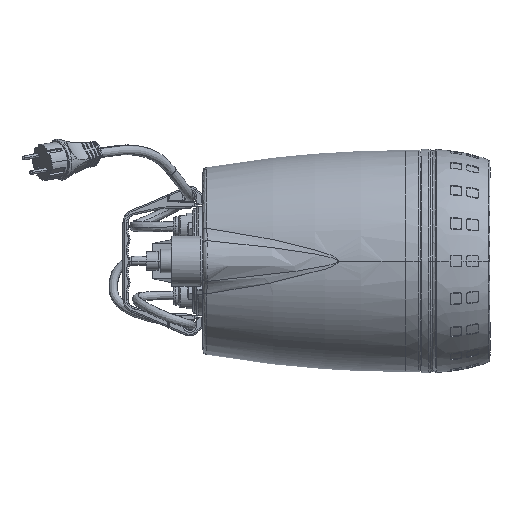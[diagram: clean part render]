
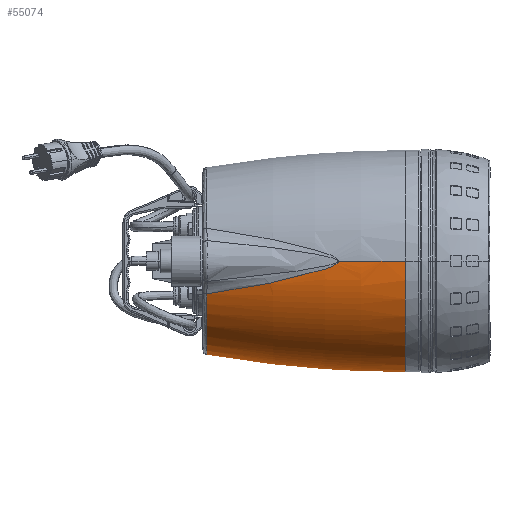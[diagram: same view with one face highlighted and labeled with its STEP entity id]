
A CAD part, left-side view. The second image highlights one B-rep face of the part: STEP entity #55074.
In plain terms, the highlighted toroidal (fillet/blend) face has major radius 1069.78 mm and minor radius 1183.03 mm.
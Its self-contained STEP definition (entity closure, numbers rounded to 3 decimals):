
#678 = CARTESIAN_POINT ( 'NONE',  ( 52.954, 229.415, -61.672 ) ) ;
#3083 = CARTESIAN_POINT ( 'NONE',  ( -92.108, 229.415, -64.392 ) ) ;
#4992 = CARTESIAN_POINT ( 'NONE',  ( -127.898, 135.924, -15.998 ) ) ;
#5327 = CARTESIAN_POINT ( 'NONE',  ( -53.219, 229.415, -90.619 ) ) ;
#5575 = CARTESIAN_POINT ( 'NONE',  ( -114.469, 212.122, -31.144 ) ) ;
#7427 = CARTESIAN_POINT ( 'NONE',  ( 27.505, 229.415, -83.154 ) ) ;
#8524 = ORIENTED_EDGE ( 'NONE', *, *, #33486, .F. ) ;
#11834 = ORIENTED_EDGE ( 'NONE', *, *, #12385, .F. ) ;
#12385 = EDGE_CURVE ( 'NONE', #90762, #88613, #89141, .T. ) ;
#13132 = CARTESIAN_POINT ( 'NONE',  ( -134.143, 26.561, 0. ) ) ;
#14351 = ORIENTED_EDGE ( 'NONE', *, *, #74157, .T. ) ;
#14414 = AXIS2_PLACEMENT_3D ( 'NONE', #54130, #98067, #24920 ) ;
#14756 = CARTESIAN_POINT ( 'NONE',  ( -131.985, 97.262, -3.114 ) ) ;
#15951 = CARTESIAN_POINT ( 'NONE',  ( -126.935, 143.078, -17.74 ) ) ;
#16568 = CARTESIAN_POINT ( 'NONE',  ( -132.049, 96.465, -2.477 ) ) ;
#21064 = CARTESIAN_POINT ( 'NONE',  ( 92.357, 26.561, 0. ) ) ;
#22514 = DIRECTION ( 'NONE',  ( 1., 0., 0. ) ) ;
#24504 = CARTESIAN_POINT ( 'NONE',  ( -128.62, 130.215, -14.544 ) ) ;
#24920 = DIRECTION ( 'NONE',  ( 0., 1., 0. ) ) ;
#25690 = CARTESIAN_POINT ( 'NONE',  ( -125.685, 151.68, -19.726 ) ) ;
#26295 = CARTESIAN_POINT ( 'NONE',  ( -131.915, 98.127, -3.694 ) ) ;
#28343 = ORIENTED_EDGE ( 'NONE', *, *, #29391, .F. ) ;
#29391 = EDGE_CURVE ( 'NONE', #88613, #108727, #32436, .T. ) ;
#32273 = DIRECTION ( 'NONE',  ( 0., -1., 0. ) ) ;
#32436 = CIRCLE ( 'NONE', #63565, 1183.031 ) ;
#33486 = EDGE_CURVE ( 'NONE', #38486, #90762, #51854, .T. ) ;
#34252 = CARTESIAN_POINT ( 'NONE',  ( -130.462, 113.933, -9.975 ) ) ;
#35447 = CARTESIAN_POINT ( 'NONE',  ( -116.318, 203.476, -29.778 ) ) ;
#38486 = VERTEX_POINT ( 'NONE', #105339 ) ;
#38502 = CARTESIAN_POINT ( 'NONE',  ( -110.539, 229.415, -33.578 ) ) ;
#40296 = CARTESIAN_POINT ( 'NONE',  ( -68.416, 229.415, -83.656 ) ) ;
#41679 = CIRCLE ( 'NONE', #70887, 113.25 ) ;
#42203 = CARTESIAN_POINT ( 'NONE',  ( -132.142, 95.277, -0.913 ) ) ;
#42796 = CARTESIAN_POINT ( 'NONE',  ( -130.095, 117.448, -11.039 ) ) ;
#44586 = CARTESIAN_POINT ( 'NONE',  ( -110.539, 229.415, -33.578 ) ) ;
#44629 = CARTESIAN_POINT ( 'NONE',  ( 12.382, 229.415, -90.275 ) ) ;
#45222 = CARTESIAN_POINT ( 'NONE',  ( 74.594, 229.415, -8.326 ) ) ;
#46035 = VERTEX_POINT ( 'NONE', #21064 ) ;
#46433 = CARTESIAN_POINT ( 'NONE',  ( 74.836, 229.415, -2.774 ) ) ;
#48224 = CARTESIAN_POINT ( 'NONE',  ( -82.176, 229.415, -74.171 ) ) ;
#51322 = CARTESIAN_POINT ( 'NONE',  ( -132.095, 95.877, -1.874 ) ) ;
#51843 = DIRECTION ( 'NONE',  ( 0., -1., 0. ) ) ;
#51854 = B_SPLINE_CURVE_WITH_KNOTS ( 'NONE', 3,
 ( #73244, #46433, #45222, #53760, #83607, #90928, #56171, #678, #75060, #7427, #44629, #81785, #113438, #69977, #5327, #40296, #48224, #3083, #97989, #60826, #103702, #93931, #38502 ),
 .UNSPECIFIED., .F., .F.,
 ( 4, 1, 1, 1, 1, 1, 1, 1, 1, 1, 1, 1, 1, 1, 1, 1, 1, 1, 1, 1, 4 ),
 ( 0., 0.031, 0.063, 0.094, 0.125, 0.188, 0.25, 0.313, 0.375, 0.438, 0.5, 0.562, 0.625, 0.687, 0.75, 0.812, 0.875, 0.906, 0.937, 0.969, 1. ),
 .UNSPECIFIED. ) ;
#51919 = CARTESIAN_POINT ( 'NONE',  ( -131.141, 106.986, -7.664 ) ) ;
#53114 = CARTESIAN_POINT ( 'NONE',  ( -130.742, 111.137, -9.082 ) ) ;
#53760 = CARTESIAN_POINT ( 'NONE',  ( 73.51, 229.415, -16.589 ) ) ;
#54130 = CARTESIAN_POINT ( 'NONE',  ( -1090.673, 26.561, 0. ) ) ;
#55074 = ADVANCED_FACE ( 'NONE', ( #107329 ), #108573, .T. ) ;
#56171 = CARTESIAN_POINT ( 'NONE',  ( 62.513, 229.415, -47.962 ) ) ;
#57951 = AXIS2_PLACEMENT_3D ( 'NONE', #78090, #51843, #115290 ) ;
#60826 = CARTESIAN_POINT ( 'NONE',  ( -103.479, 229.415, -48.648 ) ) ;
#61087 = CARTESIAN_POINT ( 'NONE',  ( -111.548, 225.092, -33.006 ) ) ;
#61678 = CARTESIAN_POINT ( 'NONE',  ( -132.125, 95.497, -1.335 ) ) ;
#62278 = CARTESIAN_POINT ( 'NONE',  ( -112.866, 219.327, -32.205 ) ) ;
#63467 = CARTESIAN_POINT ( 'NONE',  ( -131.762, 99.979, -4.731 ) ) ;
#63565 = AXIS2_PLACEMENT_3D ( 'NONE', #95898, #104472, #76412 ) ;
#68813 = CARTESIAN_POINT ( 'NONE',  ( -132.156, 95.099, 0. ) ) ;
#69977 = CARTESIAN_POINT ( 'NONE',  ( -37.048, 229.415, -94.847 ) ) ;
#70887 = AXIS2_PLACEMENT_3D ( 'NONE', #79158, #32273, #22514 ) ;
#71398 = EDGE_CURVE ( 'NONE', #108727, #46035, #41679, .T. ) ;
#72000 = CARTESIAN_POINT ( 'NONE',  ( -131.653, 101.269, -5.363 ) ) ;
#72603 = CARTESIAN_POINT ( 'NONE',  ( -129.629, 121.688, -12.253 ) ) ;
#73244 = CARTESIAN_POINT ( 'NONE',  ( 74.836, 229.415, 0. ) ) ;
#74157 = EDGE_CURVE ( 'NONE', #38486, #46035, #84438, .T. ) ;
#75060 = CARTESIAN_POINT ( 'NONE',  ( 41.166, 229.415, -73.523 ) ) ;
#76412 = DIRECTION ( 'NONE',  ( 1., 0., 0. ) ) ;
#76785 = EDGE_LOOP ( 'NONE', ( #28343, #11834, #8524, #14351, #82803 ) ) ;
#78090 = CARTESIAN_POINT ( 'NONE',  ( -20.893, 26.561, 0. ) ) ;
#79158 = CARTESIAN_POINT ( 'NONE',  ( -20.893, 26.561, 0. ) ) ;
#79948 = CARTESIAN_POINT ( 'NONE',  ( -131.51, 102.921, -6.094 ) ) ;
#81141 = CARTESIAN_POINT ( 'NONE',  ( -131.329, 104.94, -6.903 ) ) ;
#81743 = CARTESIAN_POINT ( 'NONE',  ( -132.156, 95.099, -0.153 ) ) ;
#81785 = CARTESIAN_POINT ( 'NONE',  ( -3.744, 229.415, -94.672 ) ) ;
#82803 = ORIENTED_EDGE ( 'NONE', *, *, #71398, .F. ) ;
#83607 = CARTESIAN_POINT ( 'NONE',  ( 71.712, 229.415, -24.727 ) ) ;
#84438 = CIRCLE ( 'NONE', #14414, 1183.031 ) ;
#88613 = VERTEX_POINT ( 'NONE', #68813 ) ;
#89093 = CARTESIAN_POINT ( 'NONE',  ( -129.137, 125.945, -13.418 ) ) ;
#89141 = B_SPLINE_CURVE_WITH_KNOTS ( 'NONE', 3,
 ( #44586, #100640, #61087, #62278, #5575, #35447, #117166, #98249, #108005, #109794, #25690, #15951, #4992, #24504, #89093, #72603, #42796, #34252, #53114, #90297, #51919, #81141, #79948, #72000, #63467, #108590, #26295, #14756, #16568, #51322, #61678, #42203, #98844, #81743, #118970 ),
 .UNSPECIFIED., .F., .F.,
 ( 4, 1, 1, 1, 1, 1, 1, 1, 1, 1, 1, 1, 1, 1, 1, 1, 1, 1, 1, 1, 1, 1, 1, 1, 1, 1, 1, 1, 1, 1, 1, 1, 4 ),
 ( 0., 0.016, 0.032, 0.063, 0.095, 0.127, 0.19, 0.222, 0.253, 0.285, 0.317, 0.348, 0.364, 0.38, 0.395, 0.411, 0.427, 0.434, 0.442, 0.45, 0.458, 0.465, 0.473, 0.477, 0.48, 0.484, 0.488, 0.491, 0.494, 0.496, 0.497, 0.499, 0.5 ),
 .UNSPECIFIED. ) ;
#90297 = CARTESIAN_POINT ( 'NONE',  ( -130.945, 109.054, -8.388 ) ) ;
#90762 = VERTEX_POINT ( 'NONE', #103297 ) ;
#90928 = CARTESIAN_POINT ( 'NONE',  ( 68.384, 229.415, -35.321 ) ) ;
#93931 = CARTESIAN_POINT ( 'NONE',  ( -109.566, 229.415, -36.176 ) ) ;
#95898 = CARTESIAN_POINT ( 'NONE',  ( 1048.888, 26.561, 0. ) ) ;
#97989 = CARTESIAN_POINT ( 'NONE',  ( -98.94, 229.415, -55.638 ) ) ;
#98067 = DIRECTION ( 'NONE',  ( 0., 0., -1. ) ) ;
#98249 = CARTESIAN_POINT ( 'NONE',  ( -120.88, 180.432, -25.716 ) ) ;
#98844 = CARTESIAN_POINT ( 'NONE',  ( -132.153, 95.133, -0.466 ) ) ;
#100640 = CARTESIAN_POINT ( 'NONE',  ( -110.877, 227.974, -33.39 ) ) ;
#103297 = CARTESIAN_POINT ( 'NONE',  ( -110.539, 229.415, -33.578 ) ) ;
#103702 = CARTESIAN_POINT ( 'NONE',  ( -107.392, 229.415, -41.291 ) ) ;
#104472 = DIRECTION ( 'NONE',  ( 0., 0., 1. ) ) ;
#105339 = CARTESIAN_POINT ( 'NONE',  ( 74.836, 229.415, 0. ) ) ;
#107329 = FACE_OUTER_BOUND ( 'NONE', #76785, .T. ) ;
#108005 = CARTESIAN_POINT ( 'NONE',  ( -122.909, 168.92, -23.424 ) ) ;
#108573 = TOROIDAL_SURFACE ( 'NONE', #57951, -1069.781, 1183.031 ) ;
#108590 = CARTESIAN_POINT ( 'NONE',  ( -131.84, 99.037, -4.23 ) ) ;
#108727 = VERTEX_POINT ( 'NONE', #13132 ) ;
#109794 = CARTESIAN_POINT ( 'NONE',  ( -124.342, 160.295, -21.619 ) ) ;
#113438 = CARTESIAN_POINT ( 'NONE',  ( -20.388, 229.415, -96.211 ) ) ;
#115290 = DIRECTION ( 'NONE',  ( 1., 0., 0. ) ) ;
#117166 = CARTESIAN_POINT ( 'NONE',  ( -118.679, 191.952, -27.836 ) ) ;
#118970 = CARTESIAN_POINT ( 'NONE',  ( -132.156, 95.099, 0. ) ) ;
